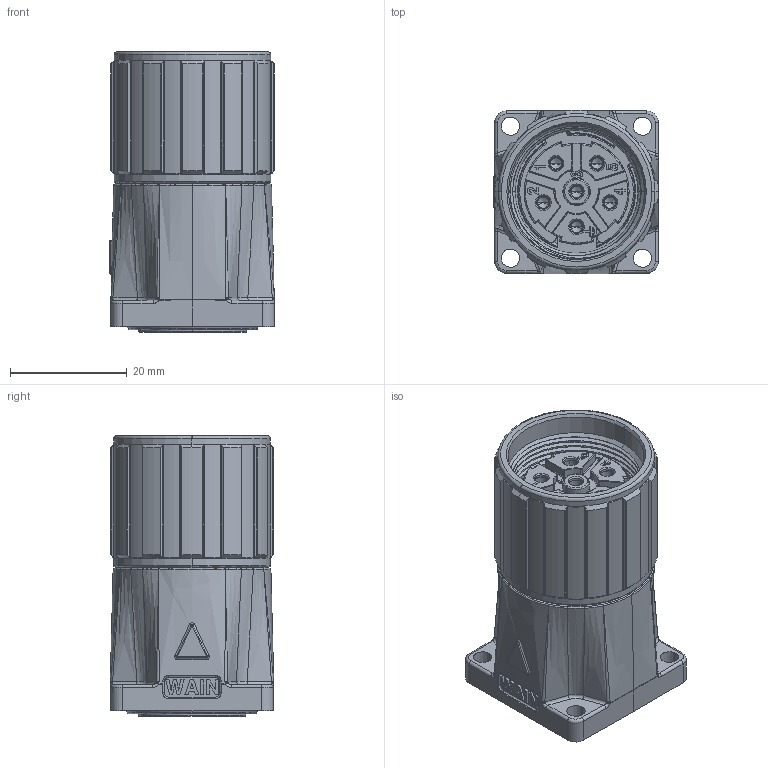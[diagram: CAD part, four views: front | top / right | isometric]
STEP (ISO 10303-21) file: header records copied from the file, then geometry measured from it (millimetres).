
FILE_DESCRIPTION((''),'2;1');
FILE_NAME('M23-FC06-BK28_SW0001_ASM','2021-11-08T',('gy.ye'),(''),'PRO/ENGINEER BY PARAMETRIC TECHNOLOGY CORPORATION, 2012480','PRO/ENGINEER BY PARAMETRIC TECHNOLOGY CORPORATION, 2012480','');
FILE_SCHEMA(('CONFIG_CONTROL_DESIGN'));
Products named in the file (4): MANIFOLD_SOLID_BREP_121119; MANIFOLD_SOLID_BREP_133679; M23-FCXX-BK28_SW0001_1_ASM; M23-FC06-BK28_SW0001_ASM
Assembly tree (3 placements, depth 3):
  M23-FC06-BK28_SW0001_ASM
    M23-FCXX-BK28_SW0001_1_ASM
      MANIFOLD_SOLID_BREP_121119
      MANIFOLD_SOLID_BREP_133679
Bounding box: 28.2 x 28 x 48.05 mm (x, y, z)
Volume: 22688.4 mm3; surface area: 17585.2 mm2
Topology: 2 solids, 9 shells, 1911 faces, 5758 edges, 3783 vertices
Faces by surface type: plane 515, cylinder 488, cone 453, bspline 205, torus 178, extrusion 53, sphere 19
Entity records: 94556 total; most frequent: CARTESIAN_POINT 34823, ORIENTED_EDGE 11456, DIRECTION 9197, EDGE_CURVE 5728, VERTEX_POINT 3783, AXIS2_PLACEMENT_3D 3746, CIRCLE 2084, B_SPLINE_CURVE_WITH_KNOTS 2045
